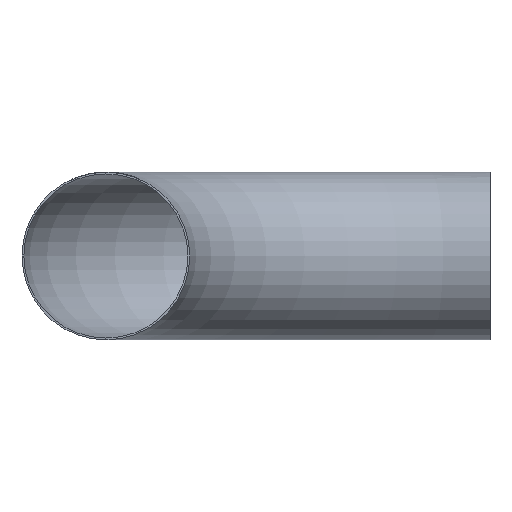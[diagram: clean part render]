
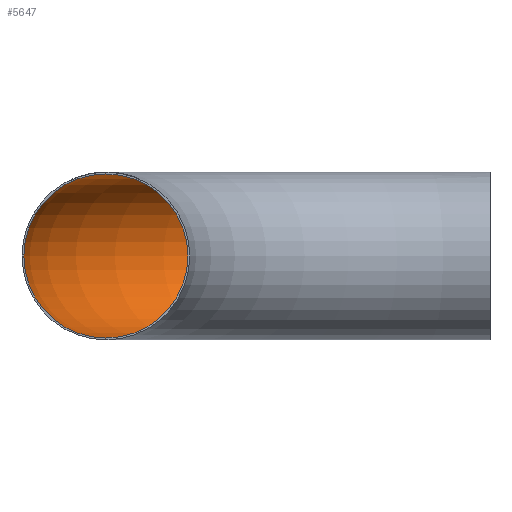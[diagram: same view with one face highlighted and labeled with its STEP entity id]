
A CAD part, front view. The second image highlights one B-rep face of the part: STEP entity #5647.
In plain terms, the highlighted toroidal (fillet/blend) face has major radius 625 mm and minor radius 133.5 mm.
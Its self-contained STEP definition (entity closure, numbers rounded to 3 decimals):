
#1801 = AXIS2_PLACEMENT_3D ( 'NONE', #8726, #16023, #10869 ) ;
#2826 = EDGE_CURVE ( 'NONE', #19208, #19208, #20273, .T. ) ;
#4068 = DIRECTION ( 'NONE',  ( -1., 0., 0. ) ) ;
#4231 = FACE_OUTER_BOUND ( 'NONE', #8045, .T. ) ;
#5647 = ADVANCED_FACE ( 'NONE', ( #4231, #9343 ), #7615, .F. ) ;
#5690 = DIRECTION ( 'NONE',  ( 1., 0., 0. ) ) ;
#5810 = CIRCLE ( 'NONE', #24290, 133.5 ) ;
#6434 = CARTESIAN_POINT ( 'NONE',  ( -625., 0., 133.5 ) ) ;
#7615 = TOROIDAL_SURFACE ( 'NONE', #25568, 625., 133.5 ) ;
#8045 = EDGE_LOOP ( 'NONE', ( #8350 ) ) ;
#8350 = ORIENTED_EDGE ( 'NONE', *, *, #27041, .T. ) ;
#8726 = CARTESIAN_POINT ( 'NONE',  ( -625., 0., 0. ) ) ;
#9179 = DIRECTION ( 'NONE',  ( 0., 0., -1. ) ) ;
#9343 = FACE_OUTER_BOUND ( 'NONE', #16244, .T. ) ;
#10869 = DIRECTION ( 'NONE',  ( 0., 0., 1. ) ) ;
#12814 = CARTESIAN_POINT ( 'NONE',  ( 0., 625., 0. ) ) ;
#13151 = DIRECTION ( 'NONE',  ( 0., 1., 0. ) ) ;
#14084 = VERTEX_POINT ( 'NONE', #21811 ) ;
#14937 = ORIENTED_EDGE ( 'NONE', *, *, #2826, .F. ) ;
#16023 = DIRECTION ( 'NONE',  ( 0., 1., 0. ) ) ;
#16244 = EDGE_LOOP ( 'NONE', ( #14937 ) ) ;
#19208 = VERTEX_POINT ( 'NONE', #6434 ) ;
#20273 = CIRCLE ( 'NONE', #1801, 133.5 ) ;
#21811 = CARTESIAN_POINT ( 'NONE',  ( 0., 758.5, 0. ) ) ;
#24290 = AXIS2_PLACEMENT_3D ( 'NONE', #12814, #5690, #13151 ) ;
#25568 = AXIS2_PLACEMENT_3D ( 'NONE', #26548, #9179, #4068 ) ;
#26548 = CARTESIAN_POINT ( 'NONE',  ( 0., 0., 0. ) ) ;
#27041 = EDGE_CURVE ( 'NONE', #14084, #14084, #5810, .T. ) ;
